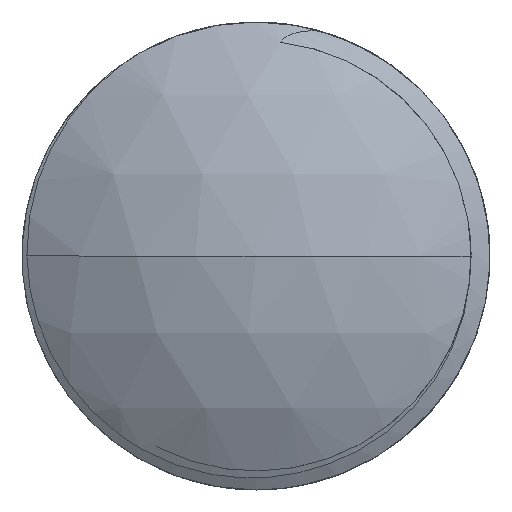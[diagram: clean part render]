
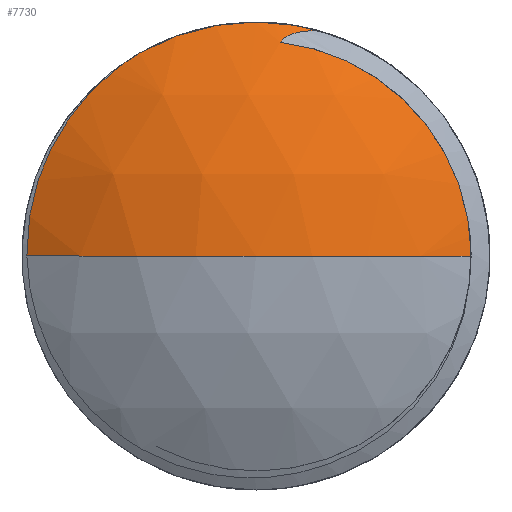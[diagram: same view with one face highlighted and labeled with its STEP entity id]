
A CAD part, front view. The second image highlights one B-rep face of the part: STEP entity #7730.
In plain terms, the highlighted spherical face has radius 18.167 mm.
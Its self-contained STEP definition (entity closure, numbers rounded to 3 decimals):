
#83 = B_SPLINE_CURVE_WITH_KNOTS ( 'NONE', 3,
 ( #6587, #10942, #9857, #3076, #386, #5455 ),
 .UNSPECIFIED., .F., .F.,
 ( 4, 2, 4 ),
 ( 0.458, 0.479, 0.5 ),
 .UNSPECIFIED. ) ;
#169 = CARTESIAN_POINT ( 'NONE',  ( 2.617, 3., 9.651 ) ) ;
#386 = CARTESIAN_POINT ( 'NONE',  ( 0.441, 3., 10. ) ) ;
#492 = CARTESIAN_POINT ( 'NONE',  ( -9.795, 2.868, 0. ) ) ;
#505 = CARTESIAN_POINT ( 'NONE',  ( -4.974, 3., 8.675 ) ) ;
#902 = CARTESIAN_POINT ( 'NONE',  ( 9.14, 2.498, 1.096 ) ) ;
#1047 = DIRECTION ( 'NONE',  ( 1., 0., 0. ) ) ;
#1155 = EDGE_CURVE ( 'NONE', #1807, #10465, #10819, .T. ) ;
#1247 = SPHERICAL_SURFACE ( 'NONE', #6156, 18.167 ) ;
#1473 = CARTESIAN_POINT ( 'NONE',  ( -5.726, 2.989, 8.225 ) ) ;
#1586 = CARTESIAN_POINT ( 'NONE',  ( 9.188, 2.495, 0. ) ) ;
#1753 = CARTESIAN_POINT ( 'NONE',  ( 4.742, 2.497, 7.89 ) ) ;
#1755 = CARTESIAN_POINT ( 'NONE',  ( -4.221, 3., 9.107 ) ) ;
#1786 = CARTESIAN_POINT ( 'NONE',  ( 0., 18.167, 0. ) ) ;
#1807 = VERTEX_POINT ( 'NONE', #4983 ) ;
#2001 = DIRECTION ( 'NONE',  ( -1., 0., 0. ) ) ;
#2145 = B_SPLINE_CURVE_WITH_KNOTS ( 'NONE', 3,
 ( #11172, #2500, #7780, #6983, #1755, #2562 ),
 .UNSPECIFIED., .F., .F.,
 ( 4, 2, 4 ),
 ( 0.5, 0.541, 0.583 ),
 .UNSPECIFIED. ) ;
#2170 = CARTESIAN_POINT ( 'NONE',  ( -9.296, 2.913, 3.409 ) ) ;
#2279 = CARTESIAN_POINT ( 'NONE',  ( -7.589, 2.959, 6.461 ) ) ;
#2315 = VERTEX_POINT ( 'NONE', #10173 ) ;
#2337 = CARTESIAN_POINT ( 'NONE',  ( -9.717, 2.89, 1.712 ) ) ;
#2498 = CARTESIAN_POINT ( 'NONE',  ( 3.216, 2.496, 8.625 ) ) ;
#2500 = CARTESIAN_POINT ( 'NONE',  ( -0.868, 3., 10. ) ) ;
#2554 = ORIENTED_EDGE ( 'NONE', *, *, #2679, .T. ) ;
#2559 = CARTESIAN_POINT ( 'NONE',  ( 8.136, 2.495, 4.305 ) ) ;
#2562 = CARTESIAN_POINT ( 'NONE',  ( -4.974, 3., 8.675 ) ) ;
#2617 = CARTESIAN_POINT ( 'NONE',  ( 6.48, 2.496, 6.52 ) ) ;
#2665 = ORIENTED_EDGE ( 'NONE', *, *, #1155, .F. ) ;
#2679 = EDGE_CURVE ( 'NONE', #10263, #6201, #5217, .T. ) ;
#2735 = CARTESIAN_POINT ( 'NONE',  ( 0., 3., 10. ) ) ;
#2904 = FACE_OUTER_BOUND ( 'NONE', #10065, .T. ) ;
#3076 = CARTESIAN_POINT ( 'NONE',  ( 0.883, 3., 9.971 ) ) ;
#3085 = CARTESIAN_POINT ( 'NONE',  ( -9.795, 2.868, 0. ) ) ;
#3415 = CARTESIAN_POINT ( 'NONE',  ( 7.217, 2.495, 5.712 ) ) ;
#3489 = ORIENTED_EDGE ( 'NONE', *, *, #7004, .F. ) ;
#3653 = CARTESIAN_POINT ( 'NONE',  ( 2.141, 2.911, 9.64 ) ) ;
#3763 = CARTESIAN_POINT ( 'NONE',  ( 0., 18.167, 0. ) ) ;
#3809 = CARTESIAN_POINT ( 'NONE',  ( 0., 18.167, 0. ) ) ;
#4089 = ORIENTED_EDGE ( 'NONE', *, *, #11275, .T. ) ;
#4182 = AXIS2_PLACEMENT_3D ( 'NONE', #3763, #10726, #2001 ) ;
#4319 = CARTESIAN_POINT ( 'NONE',  ( 1.586, 2.495, 9.067 ) ) ;
#4676 = B_SPLINE_CURVE_WITH_KNOTS ( 'NONE', 3,
 ( #3085, #11062, #2337, #2170, #5785, #4834, #2279, #8426, #1473, #505 ),
 .UNSPECIFIED., .F., .F.,
 ( 4, 2, 2, 2, 4 ),
 ( 0.735, 0.801, 0.868, 0.934, 1. ),
 .UNSPECIFIED. ) ;
#4834 = CARTESIAN_POINT ( 'NONE',  ( -8.114, 2.948, 5.763 ) ) ;
#4983 = CARTESIAN_POINT ( 'NONE',  ( 1.036, 2.495, 9.13 ) ) ;
#4998 = CARTESIAN_POINT ( 'NONE',  ( 8.788, 2.497, 2.74 ) ) ;
#5000 = CARTESIAN_POINT ( 'NONE',  ( 1.098, 2.574, 9.258 ) ) ;
#5058 = CARTESIAN_POINT ( 'NONE',  ( 6.081, 2.497, 6.894 ) ) ;
#5112 = CARTESIAN_POINT ( 'NONE',  ( 8.387, 2.496, 3.796 ) ) ;
#5217 = CIRCLE ( 'NONE', #7390, 18.167 ) ;
#5225 = CARTESIAN_POINT ( 'NONE',  ( 1.036, 2.495, 9.13 ) ) ;
#5455 = CARTESIAN_POINT ( 'NONE',  ( 0., 3., 10. ) ) ;
#5785 = CARTESIAN_POINT ( 'NONE',  ( -8.968, 2.925, 4.236 ) ) ;
#5795 = CIRCLE ( 'NONE', #4182, 18.167 ) ;
#5959 = CARTESIAN_POINT ( 'NONE',  ( 5.871, 2.497, 7.073 ) ) ;
#6006 = CARTESIAN_POINT ( 'NONE',  ( 9.188, 2.495, 0. ) ) ;
#6156 = AXIS2_PLACEMENT_3D ( 'NONE', #3809, #8931, #6361 ) ;
#6201 = VERTEX_POINT ( 'NONE', #9189 ) ;
#6361 = DIRECTION ( 'NONE',  ( -1., 0., 0. ) ) ;
#6541 = CARTESIAN_POINT ( 'NONE',  ( 2.617, 3., 9.651 ) ) ;
#6587 = CARTESIAN_POINT ( 'NONE',  ( 2.617, 3., 9.651 ) ) ;
#6639 = ORIENTED_EDGE ( 'NONE', *, *, #6796, .F. ) ;
#6694 = EDGE_CURVE ( 'NONE', #10465, #6201, #5795, .T. ) ;
#6721 = B_SPLINE_CURVE_WITH_KNOTS ( 'NONE', 3,
 ( #169, #3653, #10201, #10145, #5000, #9285 ),
 .UNSPECIFIED., .F., .F.,
 ( 4, 2, 4 ),
 ( 0., 0.5, 1. ),
 .UNSPECIFIED. ) ;
#6796 = EDGE_CURVE ( 'NONE', #6821, #1807, #6721, .T. ) ;
#6821 = VERTEX_POINT ( 'NONE', #6541 ) ;
#6983 = CARTESIAN_POINT ( 'NONE',  ( -3.412, 3., 9.44 ) ) ;
#7004 = EDGE_CURVE ( 'NONE', #10263, #2315, #4676, .T. ) ;
#7147 = EDGE_CURVE ( 'NONE', #9788, #2315, #2145, .T. ) ;
#7390 = AXIS2_PLACEMENT_3D ( 'NONE', #1786, #10518, #1047 ) ;
#7730 = ADVANCED_FACE ( 'NONE', ( #2904 ), #1247, .T. ) ;
#7778 = CARTESIAN_POINT ( 'NONE',  ( 7.552, 2.495, 5.264 ) ) ;
#7780 = CARTESIAN_POINT ( 'NONE',  ( -1.735, 3., 9.886 ) ) ;
#8416 = ORIENTED_EDGE ( 'NONE', *, *, #6694, .F. ) ;
#8426 = CARTESIAN_POINT ( 'NONE',  ( -6.41, 2.978, 7.677 ) ) ;
#8642 = CARTESIAN_POINT ( 'NONE',  ( 5.215, 2.498, 7.585 ) ) ;
#8700 = CARTESIAN_POINT ( 'NONE',  ( 8.94, 2.497, 2.195 ) ) ;
#8931 = DIRECTION ( 'NONE',  ( 0., 0., -1. ) ) ;
#9189 = CARTESIAN_POINT ( 'NONE',  ( 0., 0., 0. ) ) ;
#9285 = CARTESIAN_POINT ( 'NONE',  ( 1.036, 2.495, 9.13 ) ) ;
#9292 = ORIENTED_EDGE ( 'NONE', *, *, #7147, .T. ) ;
#9395 = CARTESIAN_POINT ( 'NONE',  ( 9.188, 2.497, 0.543 ) ) ;
#9788 = VERTEX_POINT ( 'NONE', #2735 ) ;
#9857 = CARTESIAN_POINT ( 'NONE',  ( 1.758, 3., 9.854 ) ) ;
#10065 = EDGE_LOOP ( 'NONE', ( #8416, #2665, #6639, #4089, #9292, #3489, #2554 ) ) ;
#10145 = CARTESIAN_POINT ( 'NONE',  ( 1.253, 2.656, 9.378 ) ) ;
#10173 = CARTESIAN_POINT ( 'NONE',  ( -4.974, 3., 8.675 ) ) ;
#10201 = CARTESIAN_POINT ( 'NONE',  ( 1.774, 2.824, 9.569 ) ) ;
#10263 = VERTEX_POINT ( 'NONE', #492 ) ;
#10309 = CARTESIAN_POINT ( 'NONE',  ( 2.138, 2.495, 8.954 ) ) ;
#10421 = CARTESIAN_POINT ( 'NONE',  ( 3.742, 2.496, 8.411 ) ) ;
#10465 = VERTEX_POINT ( 'NONE', #6006 ) ;
#10518 = DIRECTION ( 'NONE',  ( 0., 0., 1. ) ) ;
#10726 = DIRECTION ( 'NONE',  ( 0., 0., -1. ) ) ;
#10819 = B_SPLINE_CURVE_WITH_KNOTS ( 'NONE', 3,
 ( #5225, #4319, #10309, #2498, #10421, #1753, #8642, #5959, #5058, #2617, #11225, #3415, #7778, #2559, #5112, #4998, #8700, #902, #9395, #1586 ),
 .UNSPECIFIED., .F., .F.,
 ( 4, 2, 2, 2, 2, 2, 2, 2, 2, 4 ),
 ( 0., 0.116, 0.232, 0.348, 0.406, 0.463, 0.579, 0.695, 0.811, 0.927 ),
 .UNSPECIFIED. ) ;
#10942 = CARTESIAN_POINT ( 'NONE',  ( 2.191, 3., 9.767 ) ) ;
#11062 = CARTESIAN_POINT ( 'NONE',  ( -9.811, 2.879, 0.844 ) ) ;
#11172 = CARTESIAN_POINT ( 'NONE',  ( 0., 3., 10. ) ) ;
#11225 = CARTESIAN_POINT ( 'NONE',  ( 6.669, 2.496, 6.326 ) ) ;
#11275 = EDGE_CURVE ( 'NONE', #6821, #9788, #83, .T. ) ;
